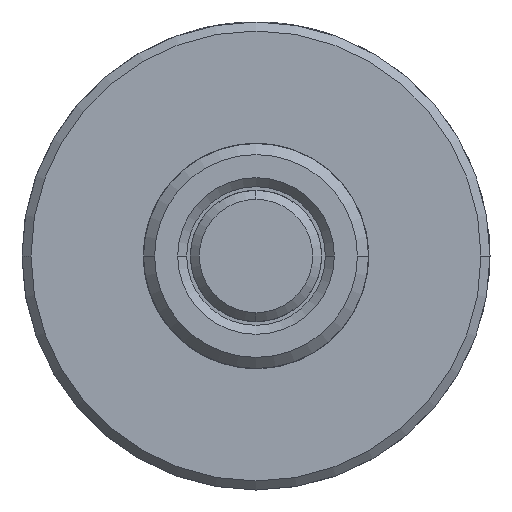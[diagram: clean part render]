
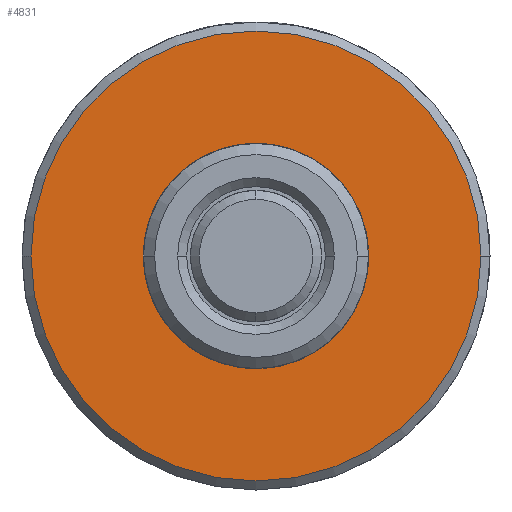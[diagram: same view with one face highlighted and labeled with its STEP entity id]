
A CAD part, left-side view. The second image highlights one B-rep face of the part: STEP entity #4831.
In plain terms, the highlighted planar face has unit normal (-1, 0, 0).
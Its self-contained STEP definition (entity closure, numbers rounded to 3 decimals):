
#39 = ORIENTED_EDGE ( 'NONE', *, *, #5488, .F. ) ;
#60 = CARTESIAN_POINT ( 'NONE',  ( 16.764, 0., -9.493 ) ) ;
#76 = AXIS2_PLACEMENT_3D ( 'NONE', #1285, #2128, #107 ) ;
#107 = DIRECTION ( 'NONE',  ( 0., 0., -1. ) ) ;
#118 = DIRECTION ( 'NONE',  ( 0., 0., -1. ) ) ;
#203 = VERTEX_POINT ( 'NONE', #1028 ) ;
#205 = PLANE ( 'NONE',  #4893 ) ;
#516 = CIRCLE ( 'NONE', #76, 19.05 ) ;
#778 = AXIS2_PLACEMENT_3D ( 'NONE', #5492, #1648, #4155 ) ;
#1028 = CARTESIAN_POINT ( 'NONE',  ( 16.764, 0., -19.05 ) ) ;
#1037 = DIRECTION ( 'NONE',  ( 1., 0., 0. ) ) ;
#1285 = CARTESIAN_POINT ( 'NONE',  ( 16.764, 0., 0. ) ) ;
#1368 = EDGE_LOOP ( 'NONE', ( #39, #3042 ) ) ;
#1648 = DIRECTION ( 'NONE',  ( 1., 0., 0. ) ) ;
#1842 = AXIS2_PLACEMENT_3D ( 'NONE', #3165, #1037, #3249 ) ;
#1915 = VERTEX_POINT ( 'NONE', #4919 ) ;
#2128 = DIRECTION ( 'NONE',  ( 1., 0., 0. ) ) ;
#2235 = DIRECTION ( 'NONE',  ( 1., 0., 0. ) ) ;
#2313 = DIRECTION ( 'NONE',  ( 0., 0., -1. ) ) ;
#2410 = CIRCLE ( 'NONE', #4640, 19.05 ) ;
#2972 = EDGE_CURVE ( 'NONE', #5464, #3875, #5321, .T. ) ;
#3042 = ORIENTED_EDGE ( 'NONE', *, *, #4246, .F. ) ;
#3165 = CARTESIAN_POINT ( 'NONE',  ( 16.764, 0., 0. ) ) ;
#3249 = DIRECTION ( 'NONE',  ( 0., 0., -1. ) ) ;
#3567 = FACE_BOUND ( 'NONE', #4083, .T. ) ;
#3875 = VERTEX_POINT ( 'NONE', #60 ) ;
#3882 = CIRCLE ( 'NONE', #1842, 9.493 ) ;
#3918 = CARTESIAN_POINT ( 'NONE',  ( 16.764, 0., 9.493 ) ) ;
#4059 = EDGE_CURVE ( 'NONE', #3875, #5464, #3882, .T. ) ;
#4083 = EDGE_LOOP ( 'NONE', ( #4760, #5111 ) ) ;
#4155 = DIRECTION ( 'NONE',  ( 0., 0., -1. ) ) ;
#4246 = EDGE_CURVE ( 'NONE', #203, #1915, #516, .T. ) ;
#4640 = AXIS2_PLACEMENT_3D ( 'NONE', #5232, #4780, #118 ) ;
#4760 = ORIENTED_EDGE ( 'NONE', *, *, #4059, .T. ) ;
#4780 = DIRECTION ( 'NONE',  ( 1., 0., 0. ) ) ;
#4815 = CARTESIAN_POINT ( 'NONE',  ( 16.764, 0., 0. ) ) ;
#4831 = ADVANCED_FACE ( 'NONE', ( #5322, #3567 ), #205, .F. ) ;
#4893 = AXIS2_PLACEMENT_3D ( 'NONE', #4815, #2235, #2313 ) ;
#4919 = CARTESIAN_POINT ( 'NONE',  ( 16.764, 0., 19.05 ) ) ;
#5111 = ORIENTED_EDGE ( 'NONE', *, *, #2972, .T. ) ;
#5232 = CARTESIAN_POINT ( 'NONE',  ( 16.764, 0., 0. ) ) ;
#5321 = CIRCLE ( 'NONE', #778, 9.493 ) ;
#5322 = FACE_OUTER_BOUND ( 'NONE', #1368, .T. ) ;
#5464 = VERTEX_POINT ( 'NONE', #3918 ) ;
#5488 = EDGE_CURVE ( 'NONE', #1915, #203, #2410, .T. ) ;
#5492 = CARTESIAN_POINT ( 'NONE',  ( 16.764, 0., 0. ) ) ;
